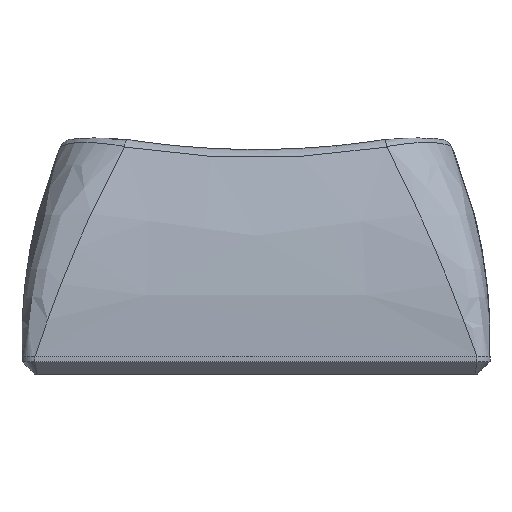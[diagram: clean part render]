
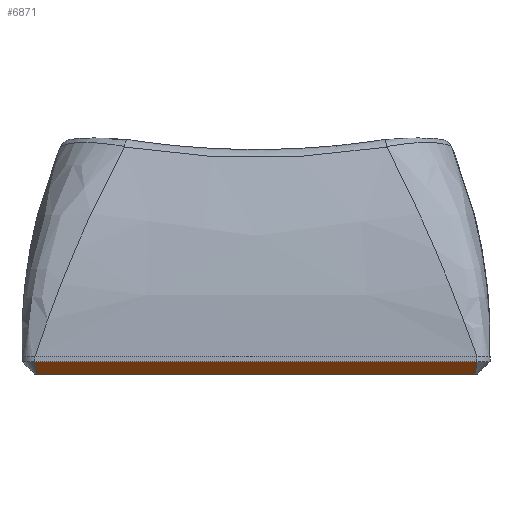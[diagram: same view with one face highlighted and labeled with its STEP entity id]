
A CAD part, front view. The second image highlights one B-rep face of the part: STEP entity #6871.
In plain terms, the highlighted planar face has unit normal (0, -0.707, -0.707).
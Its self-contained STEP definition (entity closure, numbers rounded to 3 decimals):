
#720 = PLANE('',#721);
#721 = AXIS2_PLACEMENT_3D('',#722,#723,#724);
#722 = CARTESIAN_POINT('',(-8.5,-9.,0.672));
#723 = DIRECTION('',(0.,-1.,0.));
#724 = DIRECTION('',(1.,0.,0.));
#1973 = VERTEX_POINT('',#1974);
#1974 = CARTESIAN_POINT('',(-8.5,-9.,0.48));
#2000 = EDGE_CURVE('',#1973,#2001,#2003,.T.);
#2001 = VERTEX_POINT('',#2002);
#2002 = CARTESIAN_POINT('',(8.5,-9.,0.48));
#2003 = SURFACE_CURVE('',#2004,(#2008,#2015),.PCURVE_S1.);
#2004 = LINE('',#2005,#2006);
#2005 = CARTESIAN_POINT('',(-8.5,-9.,0.48));
#2006 = VECTOR('',#2007,1.);
#2007 = DIRECTION('',(1.,0.,0.));
#2008 = PCURVE('',#720,#2009);
#2009 = DEFINITIONAL_REPRESENTATION('',(#2010),#2014);
#2010 = LINE('',#2011,#2012);
#2011 = CARTESIAN_POINT('',(0.,-0.192));
#2012 = VECTOR('',#2013,1.);
#2013 = DIRECTION('',(1.,0.));
#2014 = ( GEOMETRIC_REPRESENTATION_CONTEXT(2) 
PARAMETRIC_REPRESENTATION_CONTEXT() REPRESENTATION_CONTEXT('2D SPACE',''
  ) );
#2015 = PCURVE('',#2016,#2021);
#2016 = PLANE('',#2017);
#2017 = AXIS2_PLACEMENT_3D('',#2018,#2019,#2020);
#2018 = CARTESIAN_POINT('',(-8.5,-8.76,0.24));
#2019 = DIRECTION('',(0.,0.707,0.707)
  );
#2020 = DIRECTION('',(1.,0.,0.));
#2021 = DEFINITIONAL_REPRESENTATION('',(#2022),#2026);
#2022 = LINE('',#2023,#2024);
#2023 = CARTESIAN_POINT('',(0.,-0.339));
#2024 = VECTOR('',#2025,1.);
#2025 = DIRECTION('',(1.,0.));
#2026 = ( GEOMETRIC_REPRESENTATION_CONTEXT(2) 
PARAMETRIC_REPRESENTATION_CONTEXT() REPRESENTATION_CONTEXT('2D SPACE',''
  ) );
#3188 = CONICAL_SURFACE('',#3189,0.7,0.785);
#3189 = AXIS2_PLACEMENT_3D('',#3190,#3191,#3192);
#3190 = CARTESIAN_POINT('',(8.323,-8.323,0.48));
#3191 = DIRECTION('',(-0.,-0.,1.));
#3192 = DIRECTION('',(0.967,-0.253,0.));
#6871 = ADVANCED_FACE('',(#6872),#2016,.F.);
#6872 = FACE_BOUND('',#6873,.F.);
#6873 = EDGE_LOOP('',(#6874,#6909,#6910,#6940));
#6874 = ORIENTED_EDGE('',*,*,#6875,.F.);
#6875 = EDGE_CURVE('',#1973,#6876,#6878,.T.);
#6876 = VERTEX_POINT('',#6877);
#6877 = CARTESIAN_POINT('',(-8.42,-8.52,0.));
#6878 = SURFACE_CURVE('',#6879,(#6884,#6891),.PCURVE_S1.);
#6879 = PARABOLA('',#6880,0.008);
#6880 = AXIS2_PLACEMENT_3D('',#6881,#6882,#6883);
#6881 = CARTESIAN_POINT('',(-8.323,-8.311,
    -0.209));
#6882 = DIRECTION('',(0.,0.707,0.707)
  );
#6883 = DIRECTION('',(0.,-0.707,0.707)
  );
#6884 = PCURVE('',#2016,#6885);
#6885 = DEFINITIONAL_REPRESENTATION('',(#6886),#6890);
#6886 = B_SPLINE_CURVE_WITH_KNOTS('',2,(#6887,#6888,#6889),
  .UNSPECIFIED.,.F.,.F.,(3,3),(-0.177,-0.098),
  .PIECEWISE_BEZIER_KNOTS.);
#6887 = CARTESIAN_POINT('',(0.,-0.339));
#6888 = CARTESIAN_POINT('',(0.04,0.098));
#6889 = CARTESIAN_POINT('',(0.08,0.339));
#6890 = ( GEOMETRIC_REPRESENTATION_CONTEXT(2) 
PARAMETRIC_REPRESENTATION_CONTEXT() REPRESENTATION_CONTEXT('2D SPACE',''
  ) );
#6891 = PCURVE('',#6892,#6897);
#6892 = CONICAL_SURFACE('',#6893,0.7,0.785);
#6893 = AXIS2_PLACEMENT_3D('',#6894,#6895,#6896);
#6894 = CARTESIAN_POINT('',(-8.323,-8.323,0.48));
#6895 = DIRECTION('',(-0.,-0.,1.));
#6896 = DIRECTION('',(-0.253,-0.967,-0.));
#6897 = DEFINITIONAL_REPRESENTATION('',(#6898),#6908);
#6898 = B_SPLINE_CURVE_WITH_KNOTS('',8,(#6899,#6900,#6901,#6902,#6903,
    #6904,#6905,#6906,#6907),.UNSPECIFIED.,.F.,.F.,(9,9),(
    -0.177,-0.098),.PIECEWISE_BEZIER_KNOTS.);
#6899 = CARTESIAN_POINT('',(0.,0.));
#6900 = CARTESIAN_POINT('',(-0.014,-0.077));
#6901 = CARTESIAN_POINT('',(-0.03,-0.15));
#6902 = CARTESIAN_POINT('',(-0.048,-0.217));
#6903 = CARTESIAN_POINT('',(-0.069,-0.28));
#6904 = CARTESIAN_POINT('',(-0.094,-0.337));
#6905 = CARTESIAN_POINT('',(-0.123,-0.39));
#6906 = CARTESIAN_POINT('',(-0.158,-0.437));
#6907 = CARTESIAN_POINT('',(-0.203,-0.48));
#6908 = ( GEOMETRIC_REPRESENTATION_CONTEXT(2) 
PARAMETRIC_REPRESENTATION_CONTEXT() REPRESENTATION_CONTEXT('2D SPACE',''
  ) );
#6909 = ORIENTED_EDGE('',*,*,#2000,.T.);
#6910 = ORIENTED_EDGE('',*,*,#6911,.T.);
#6911 = EDGE_CURVE('',#2001,#6912,#6914,.T.);
#6912 = VERTEX_POINT('',#6913);
#6913 = CARTESIAN_POINT('',(8.42,-8.52,0.));
#6914 = SURFACE_CURVE('',#6915,(#6920,#6927),.PCURVE_S1.);
#6915 = PARABOLA('',#6916,0.008);
#6916 = AXIS2_PLACEMENT_3D('',#6917,#6918,#6919);
#6917 = CARTESIAN_POINT('',(8.323,-8.311,
    -0.209));
#6918 = DIRECTION('',(0.,-0.707,-0.707
    ));
#6919 = DIRECTION('',(0.,-0.707,0.707)
  );
#6920 = PCURVE('',#2016,#6921);
#6921 = DEFINITIONAL_REPRESENTATION('',(#6922),#6926);
#6922 = B_SPLINE_CURVE_WITH_KNOTS('',2,(#6923,#6924,#6925),
  .UNSPECIFIED.,.F.,.F.,(3,3),(-0.177,-0.098),
  .PIECEWISE_BEZIER_KNOTS.);
#6923 = CARTESIAN_POINT('',(17.,-0.339));
#6924 = CARTESIAN_POINT('',(16.96,0.098));
#6925 = CARTESIAN_POINT('',(16.92,0.339));
#6926 = ( GEOMETRIC_REPRESENTATION_CONTEXT(2) 
PARAMETRIC_REPRESENTATION_CONTEXT() REPRESENTATION_CONTEXT('2D SPACE',''
  ) );
#6927 = PCURVE('',#3188,#6928);
#6928 = DEFINITIONAL_REPRESENTATION('',(#6929),#6939);
#6929 = B_SPLINE_CURVE_WITH_KNOTS('',8,(#6930,#6931,#6932,#6933,#6934,
    #6935,#6936,#6937,#6938),.UNSPECIFIED.,.F.,.F.,(9,9),(
    -0.177,-0.098),.PIECEWISE_BEZIER_KNOTS.);
#6930 = CARTESIAN_POINT('',(-1.059,0.));
#6931 = CARTESIAN_POINT('',(-1.045,-0.077));
#6932 = CARTESIAN_POINT('',(-1.029,-0.15));
#6933 = CARTESIAN_POINT('',(-1.01,-0.217));
#6934 = CARTESIAN_POINT('',(-0.99,-0.28));
#6935 = CARTESIAN_POINT('',(-0.965,-0.337));
#6936 = CARTESIAN_POINT('',(-0.936,-0.39));
#6937 = CARTESIAN_POINT('',(-0.901,-0.437));
#6938 = CARTESIAN_POINT('',(-0.856,-0.48));
#6939 = ( GEOMETRIC_REPRESENTATION_CONTEXT(2) 
PARAMETRIC_REPRESENTATION_CONTEXT() REPRESENTATION_CONTEXT('2D SPACE',''
  ) );
#6940 = ORIENTED_EDGE('',*,*,#6941,.F.);
#6941 = EDGE_CURVE('',#6876,#6912,#6942,.T.);
#6942 = SURFACE_CURVE('',#6943,(#6947,#6954),.PCURVE_S1.);
#6943 = LINE('',#6944,#6945);
#6944 = CARTESIAN_POINT('',(-8.5,-8.52,0.));
#6945 = VECTOR('',#6946,1.);
#6946 = DIRECTION('',(1.,0.,0.));
#6947 = PCURVE('',#2016,#6948);
#6948 = DEFINITIONAL_REPRESENTATION('',(#6949),#6953);
#6949 = LINE('',#6950,#6951);
#6950 = CARTESIAN_POINT('',(0.,0.339));
#6951 = VECTOR('',#6952,1.);
#6952 = DIRECTION('',(1.,0.));
#6953 = ( GEOMETRIC_REPRESENTATION_CONTEXT(2) 
PARAMETRIC_REPRESENTATION_CONTEXT() REPRESENTATION_CONTEXT('2D SPACE',''
  ) );
#6954 = PCURVE('',#6955,#6960);
#6955 = PLANE('',#6956);
#6956 = AXIS2_PLACEMENT_3D('',#6957,#6958,#6959);
#6957 = CARTESIAN_POINT('',(8.5,9.,0.));
#6958 = DIRECTION('',(0.,0.,-1.));
#6959 = DIRECTION('',(-1.,0.,0.));
#6960 = DEFINITIONAL_REPRESENTATION('',(#6961),#6965);
#6961 = LINE('',#6962,#6963);
#6962 = CARTESIAN_POINT('',(17.,-17.52));
#6963 = VECTOR('',#6964,1.);
#6964 = DIRECTION('',(-1.,0.));
#6965 = ( GEOMETRIC_REPRESENTATION_CONTEXT(2) 
PARAMETRIC_REPRESENTATION_CONTEXT() REPRESENTATION_CONTEXT('2D SPACE',''
  ) );
